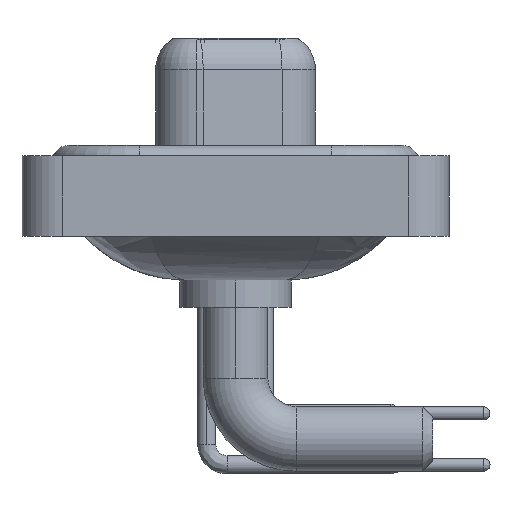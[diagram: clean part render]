
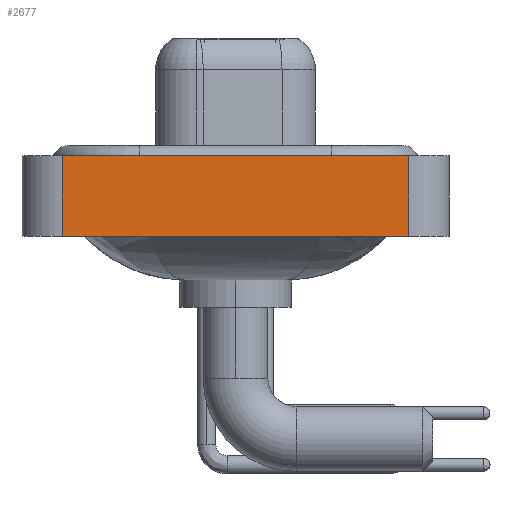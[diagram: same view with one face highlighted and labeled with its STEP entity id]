
A CAD part, left-side view. The second image highlights one B-rep face of the part: STEP entity #2677.
In plain terms, the highlighted planar face has unit normal (-1, 0, 0).
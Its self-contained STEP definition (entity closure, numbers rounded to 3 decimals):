
#56 = DIRECTION ( 'NONE',  ( 0., -1., 0. ) ) ;
#1560 = AXIS2_PLACEMENT_3D ( 'NONE', #1702, #3433, #1929 ) ;
#1702 = CARTESIAN_POINT ( 'NONE',  ( -7.35, -8.55, -3.6 ) ) ;
#1731 = ORIENTED_EDGE ( 'NONE', *, *, #12484, .T. ) ;
#1803 = CARTESIAN_POINT ( 'NONE',  ( -7.35, -8.55, 0.4 ) ) ;
#1929 = DIRECTION ( 'NONE',  ( 0., 0., 1. ) ) ;
#2560 = VECTOR ( 'NONE', #56, 1000. ) ;
#2677 = ADVANCED_FACE ( 'NONE', ( #12156 ), #19191, .T. ) ;
#2796 = DIRECTION ( 'NONE',  ( 0., 0., 1. ) ) ;
#3191 = LINE ( 'NONE', #22546, #2560 ) ;
#3433 = DIRECTION ( 'NONE',  ( -1., 0., 0. ) ) ;
#3725 = CARTESIAN_POINT ( 'NONE',  ( -7.35, 8.55, -3.6 ) ) ;
#3911 = ORIENTED_EDGE ( 'NONE', *, *, #14719, .T. ) ;
#4148 = VECTOR ( 'NONE', #2796, 1000. ) ;
#4505 = ORIENTED_EDGE ( 'NONE', *, *, #8567, .F. ) ;
#4513 = CARTESIAN_POINT ( 'NONE',  ( -7.35, -8.55, -3.6 ) ) ;
#6624 = EDGE_LOOP ( 'NONE', ( #1731, #4505, #20970, #3911 ) ) ;
#6810 = VECTOR ( 'NONE', #7645, 1000. ) ;
#6961 = EDGE_CURVE ( 'NONE', #7182, #12901, #10871, .T. ) ;
#7182 = VERTEX_POINT ( 'NONE', #3725 ) ;
#7372 = CARTESIAN_POINT ( 'NONE',  ( -7.35, -8.55, 0.4 ) ) ;
#7645 = DIRECTION ( 'NONE',  ( 0., 0., 1. ) ) ;
#7854 = VECTOR ( 'NONE', #12591, 1000. ) ;
#8567 = EDGE_CURVE ( 'NONE', #12901, #9577, #21266, .T. ) ;
#9537 = CARTESIAN_POINT ( 'NONE',  ( -7.35, 8.55, 0.4 ) ) ;
#9577 = VERTEX_POINT ( 'NONE', #7372 ) ;
#10871 = LINE ( 'NONE', #12922, #6810 ) ;
#11585 = VERTEX_POINT ( 'NONE', #11911 ) ;
#11911 = CARTESIAN_POINT ( 'NONE',  ( -7.35, -8.55, -3.6 ) ) ;
#12156 = FACE_OUTER_BOUND ( 'NONE', #6624, .T. ) ;
#12484 = EDGE_CURVE ( 'NONE', #11585, #9577, #20637, .T. ) ;
#12591 = DIRECTION ( 'NONE',  ( 0., -1., 0. ) ) ;
#12901 = VERTEX_POINT ( 'NONE', #9537 ) ;
#12922 = CARTESIAN_POINT ( 'NONE',  ( -7.35, 8.55, -3.6 ) ) ;
#14719 = EDGE_CURVE ( 'NONE', #7182, #11585, #3191, .T. ) ;
#19191 = PLANE ( 'NONE',  #1560 ) ;
#20637 = LINE ( 'NONE', #4513, #4148 ) ;
#20970 = ORIENTED_EDGE ( 'NONE', *, *, #6961, .F. ) ;
#21266 = LINE ( 'NONE', #1803, #7854 ) ;
#22546 = CARTESIAN_POINT ( 'NONE',  ( -7.35, -8.55, -3.6 ) ) ;
